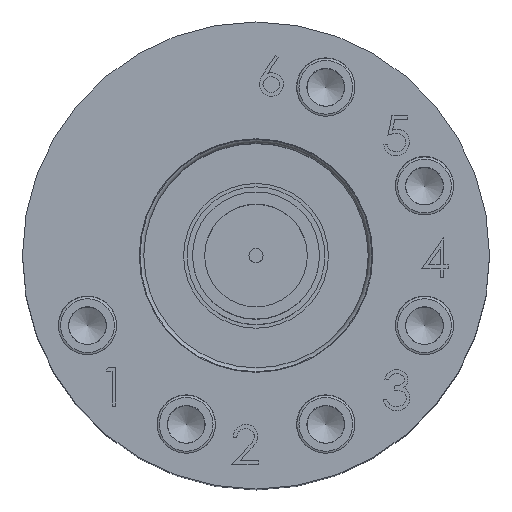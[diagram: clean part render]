
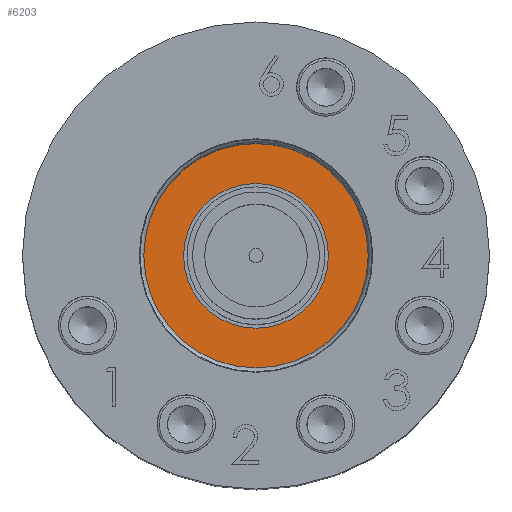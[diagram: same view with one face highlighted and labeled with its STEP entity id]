
A CAD part, top view. The second image highlights one B-rep face of the part: STEP entity #6203.
In plain terms, the highlighted planar face has unit normal (0, 0, 1).
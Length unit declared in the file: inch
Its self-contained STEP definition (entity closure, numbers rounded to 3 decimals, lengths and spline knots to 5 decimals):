
#916=PLANE($,#6719);
#1290=FACE_BOUND($,#1971,.T.);
#1485=FACE_OUTER_BOUND($,#1970,.T.);
#1970=EDGE_LOOP($,(#4521));
#1971=EDGE_LOOP($,(#4522));
#2564=CIRCLE($,#6678,0.247);
#2585=CIRCLE($,#6710,0.155);
#2910=VERTEX_POINT($,#9437);
#2931=VERTEX_POINT($,#9490);
#3548=EDGE_CURVE($,#2910,#2910,#2564,.T.);
#3569=EDGE_CURVE($,#2931,#2931,#2585,.T.);
#4521=ORIENTED_EDGE($,*,*,#3548,.T.);
#4522=ORIENTED_EDGE($,*,*,#3569,.T.);
#6203=ADVANCED_FACE($,(#1485,#1290),#916,.T.);
#6678=AXIS2_PLACEMENT_3D($,#9438,#7509,#7510);
#6710=AXIS2_PLACEMENT_3D($,#9491,#7573,#7574);
#6719=AXIS2_PLACEMENT_3D($,#10120,#7625,#7626);
#7509=DIRECTION('center_axis',(0.,0.,1.));
#7510=DIRECTION('ref_axis',(1.,0.,0.));
#7573=DIRECTION('center_axis',(0.,0.,-1.));
#7574=DIRECTION('ref_axis',(-1.,0.,0.));
#7625=DIRECTION('center_axis',(0.,0.,1.));
#7626=DIRECTION('ref_axis',(1.,0.,0.));
#9437=CARTESIAN_POINT('',(0.247,0.,0.584));
#9438=CARTESIAN_POINT('Origin',(0.,0.,0.584));
#9490=CARTESIAN_POINT('',(-0.155,0.,0.584));
#9491=CARTESIAN_POINT('Origin',(0.,0.,0.584));
#10120=CARTESIAN_POINT('Origin',(0.,0.155,0.584));
